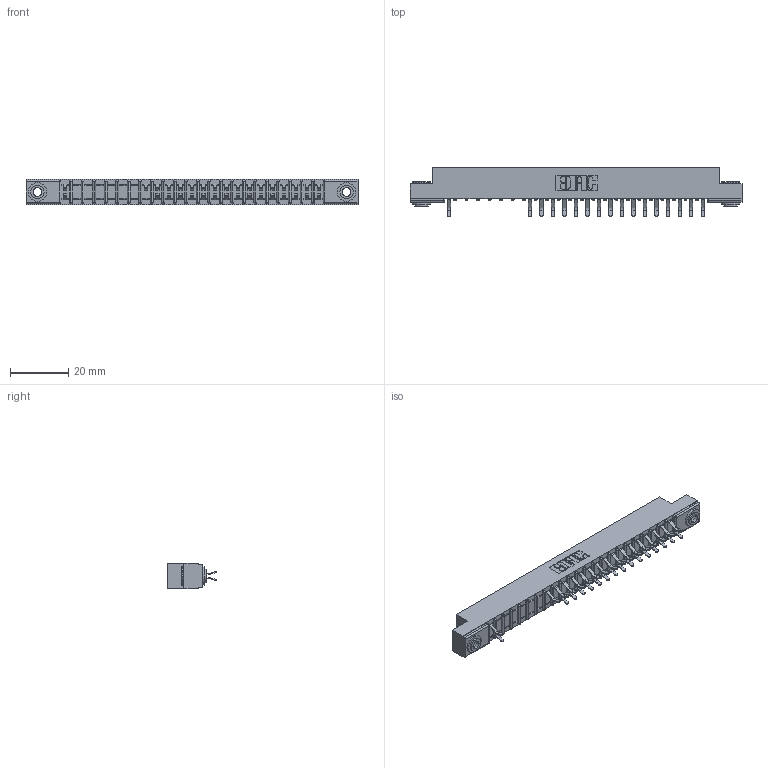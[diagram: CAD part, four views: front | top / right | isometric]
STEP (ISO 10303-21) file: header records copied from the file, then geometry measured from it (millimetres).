
FILE_DESCRIPTION (( 'STEP AP203' ), '1' );
FILE_NAME ('307-046-556-203.STEP', '2018-08-06T03:15:31', ( '' ), ( '' ), 'SwSTEP 2.0', 'SolidWorks 2016', '' );
FILE_SCHEMA (( 'CONFIG_CONTROL_DESIGN' ));
Length unit declared in the file: inch
Products named in the file (4): 307 Part_.156 Dia Mounting Holes; 307-290-001_556; 345-250-002_345-250-002-102; 307-046-556-203
Assembly tree (36 placements, depth 2):
  307-046-556-203
    307 Part_.156 Dia Mounting Holes
    307-290-001_556  x33
    345-250-002_345-250-002-102  x2
Bounding box: 114.15 x 16.97 x 8.71 mm (x, y, z)
Volume: 7293.4 mm3; surface area: 12154.3 mm2
Topology: 36 solids, 36 shells, 1974 faces, 5537 edges, 3578 vertices
Faces by surface type: plane 1261, cylinder 657, sphere 48, cone 8
Entity records: 23549 total; most frequent: CARTESIAN_POINT 3895, ORIENTED_EDGE 3862, DIRECTION 3825, EDGE_CURVE 1931, LINE 1465, VECTOR 1465, VERTEX_POINT 1250, AXIS2_PLACEMENT_3D 1180
